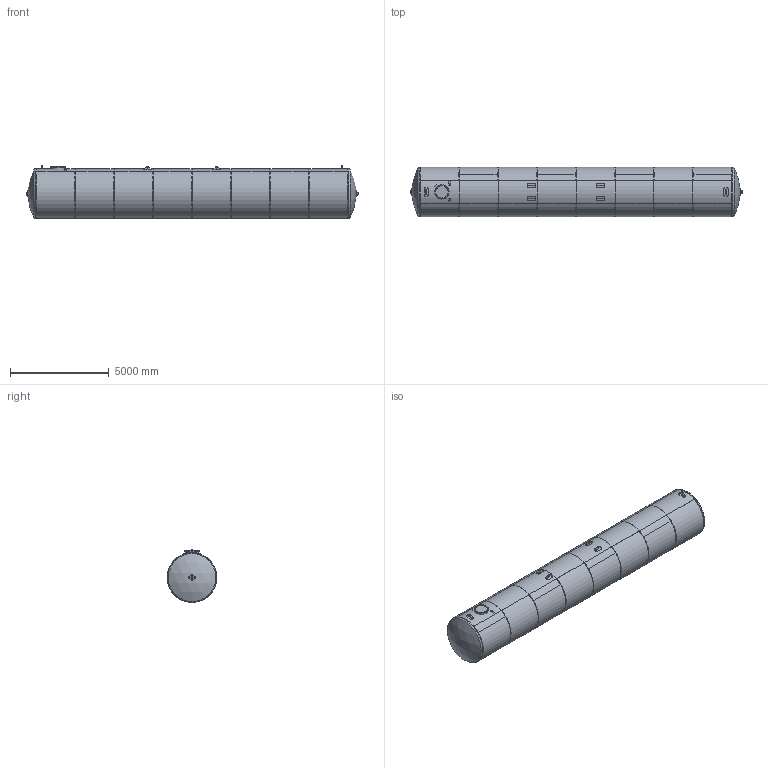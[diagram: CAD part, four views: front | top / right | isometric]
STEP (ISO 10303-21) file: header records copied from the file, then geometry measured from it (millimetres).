
FILE_DESCRIPTION(/* description */ (''),/* implementation_level */ '2;1');
FILE_NAME(/* name */ 'D623924-0_-Behälter.stp',/* time_stamp */ '2022-11-08T10:01:04+01:00',/* author */ ('yh'),/* organization */ (''),/* preprocessor_version */ 'ST-DEVELOPER v18.1',/* originating_system */ 'Autodesk Inventor 2022',/* authorisation */ '');
FILE_SCHEMA (('AUTOMOTIVE_DESIGN { 1 0 10303 214 3 1 1 }'));
Length unit declared in the file: millimetre
Products named in the file (1): D623924-0_-Behälter_Vereinfachen_1
Bounding box: 16783.06 x 2510 x 2665 mm (x, y, z)
Surface area: 265492748.7 mm2 (no closed solid volume)
Topology: 0 solids, 54 shells, 281 faces, 782 edges, 550 vertices
Faces by surface type: plane 174, cylinder 85, bspline 16, sphere 4, torus 2
Full cylindrical faces by diameter (mm): 39.5 x2, 114.3 x2, 720 x1, 2500 x10, 2510 x2
Entity records: 10683 total; most frequent: CARTESIAN_POINT 3368, DIRECTION 1423, ORIENTED_EDGE 1217, EDGE_CURVE 782, VERTEX_POINT 550, LINE 521, VECTOR 521, AXIS2_PLACEMENT_3D 451
